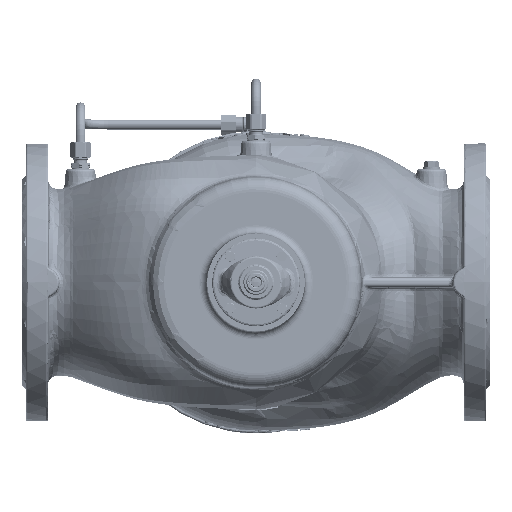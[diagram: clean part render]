
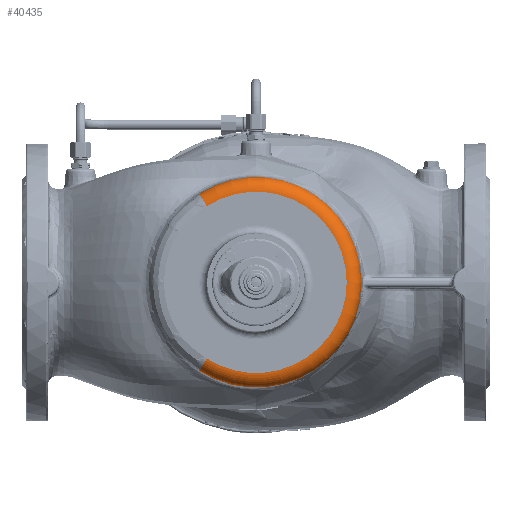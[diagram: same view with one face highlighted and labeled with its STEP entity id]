
A CAD part, front view. The second image highlights one B-rep face of the part: STEP entity #40435.
In plain terms, the highlighted toroidal (fillet/blend) face has major radius 93.015 mm and minor radius 15 mm.
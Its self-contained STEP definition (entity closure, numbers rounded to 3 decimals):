
#2484=CARTESIAN_POINT('',(0.,-169.,0.));
#2485=DIRECTION('',(0.,1.,0.));
#2486=DIRECTION('',(-0.541,0.,0.841));
#2487=AXIS2_PLACEMENT_3D('',#2484,#2485,#2486);
#2489=CARTESIAN_POINT('',(0.,-169.,0.));
#2490=DIRECTION('',(0.,1.,0.));
#2491=DIRECTION('',(1.,0.,-0.001));
#2492=AXIS2_PLACEMENT_3D('',#2489,#2490,#2491);
#2673=CARTESIAN_POINT('',(0.,-154.523,0.));
#2674=DIRECTION('',(0.,1.,0.));
#2675=DIRECTION('',(-0.541,0.,0.841));
#2676=AXIS2_PLACEMENT_3D('',#2673,#2674,#2675);
#2678=CARTESIAN_POINT('',(0.,-154.523,0.));
#2679=DIRECTION('',(0.,1.,0.));
#2680=DIRECTION('',(1.,0.,0.));
#2681=AXIS2_PLACEMENT_3D('',#2678,#2679,#2680);
#2683=CARTESIAN_POINT('',(0.,-154.523,0.));
#2684=DIRECTION('',(0.,1.,0.));
#2685=DIRECTION('',(1.,0.,-0.001));
#2686=AXIS2_PLACEMENT_3D('',#2683,#2684,#2685);
#2813=CARTESIAN_POINT('',(-50.367,-154.,
78.198));
#2814=DIRECTION('',(0.841,0.,0.541));
#2815=DIRECTION('',(-0.541,-0.035,0.84));
#2816=AXIS2_PLACEMENT_3D('',#2813,#2814,#2815);
#11596=CARTESIAN_POINT('',(-50.367,-154.,
-78.198));
#11597=DIRECTION('',(0.841,0.,-0.541));
#11598=DIRECTION('',(0.,-1.,0.));
#11599=AXIS2_PLACEMENT_3D('',#11596,#11597,#11598);
#28478=CARTESIAN_POINT('',(93.015,-169.,-0.132));
#28479=CARTESIAN_POINT('',(-50.367,-169.,-78.198));
#28480=VERTEX_POINT('',#28478);
#28481=VERTEX_POINT('',#28479);
#28482=CARTESIAN_POINT('',(-50.367,-169.,78.198));
#28483=VERTEX_POINT('',#28482);
#28666=CARTESIAN_POINT('',(108.005,-154.523,
-0.154));
#28667=CARTESIAN_POINT('',(-58.484,-154.523,
-90.801));
#28668=VERTEX_POINT('',#28666);
#28669=VERTEX_POINT('',#28667);
#28670=CARTESIAN_POINT('',(108.006,-154.523,
0.));
#28671=VERTEX_POINT('',#28670);
#28672=CARTESIAN_POINT('',(-58.484,-154.523,
90.801));
#28673=VERTEX_POINT('',#28672);
#40416=CARTESIAN_POINT('',(0.,-154.,0.));
#40417=DIRECTION('',(0.,-1.,0.));
#40418=DIRECTION('',(1.,0.,-0.001));
#40419=AXIS2_PLACEMENT_3D('',#40416,#40417,#40418);
#40420=TOROIDAL_SURFACE('',#40419,93.015,15.);
#40422=ORIENTED_EDGE('',*,*,#40421,.T.);
#40424=ORIENTED_EDGE('',*,*,#40423,.T.);
#40426=ORIENTED_EDGE('',*,*,#40425,.T.);
#40428=ORIENTED_EDGE('',*,*,#40427,.F.);
#40429=ORIENTED_EDGE('',*,*,#40390,.F.);
#40430=ORIENTED_EDGE('',*,*,#40388,.F.);
#40432=ORIENTED_EDGE('',*,*,#40431,.F.);
#40433=EDGE_LOOP('',(#40422,#40424,#40426,#40428,#40429,#40430,#40432));
#40434=FACE_OUTER_BOUND('',#40433,.F.);
#40435=ADVANCED_FACE('',(#40434),#40420,.T.);
#2488=CIRCLE('',#2487,93.015);
#2493=CIRCLE('',#2492,93.015);
#2677=CIRCLE('',#2676,108.006);
#2682=CIRCLE('',#2681,108.006);
#2687=CIRCLE('',#2686,108.006);
#2817=CIRCLE('',#2816,15.);
#11600=CIRCLE('',#11599,15.);
#40388=EDGE_CURVE('',#28483,#28480,#2488,.T.);
#40390=EDGE_CURVE('',#28480,#28481,#2493,.T.);
#40421=EDGE_CURVE('',#28673,#28671,#2677,.T.);
#40423=EDGE_CURVE('',#28671,#28668,#2682,.T.);
#40425=EDGE_CURVE('',#28668,#28669,#2687,.T.);
#40427=EDGE_CURVE('',#28481,#28669,#11600,.T.);
#40431=EDGE_CURVE('',#28673,#28483,#2817,.T.);
